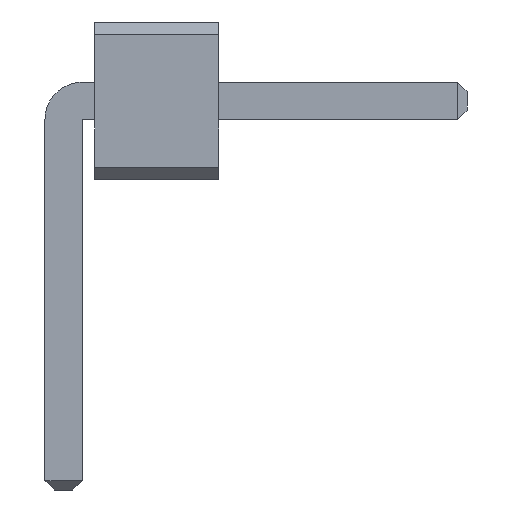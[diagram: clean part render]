
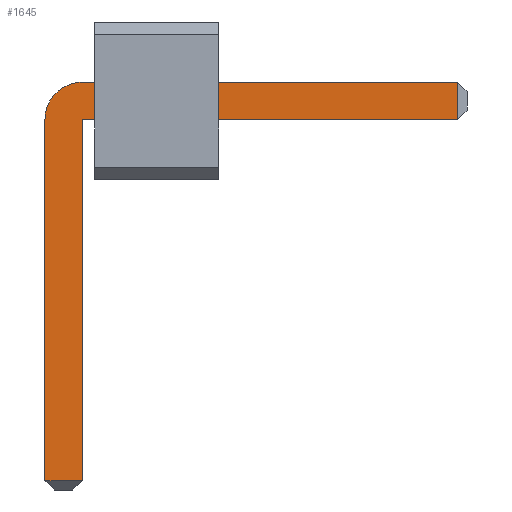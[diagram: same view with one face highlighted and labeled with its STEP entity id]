
A CAD part, front view. The second image highlights one B-rep face of the part: STEP entity #1645.
In plain terms, the highlighted planar face has unit normal (0, -1, 0).
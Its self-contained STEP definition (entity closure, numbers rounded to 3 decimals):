
#13=DIRECTION('',(0.,0.,1.));
#682=VECTOR('',#13,1.);
#1416=DIRECTION('',(0.,0.,-1.));
#1448=VECTOR('',#1449,1.);
#1449=DIRECTION('',(1.,0.,0.));
#1455=VECTOR('',#1416,1.);
#1462=VECTOR('',#1463,1.);
#1463=DIRECTION('',(-1.,0.,0.));
#1484=DIRECTION('',(-0.,1.,0.));
#1488=DIRECTION('',(0.,1.,0.));
#1489=DIRECTION('',(0.,0.,1.));
#1496=VERTEX_POINT('',#1497);
#1497=CARTESIAN_POINT('',(0.15,-10.15,0.785));
#1499=ORIENTED_EDGE('',*,*,#1500,.T.);
#1500=EDGE_CURVE('',#1496,#1501,#1503,.T.);
#1501=VERTEX_POINT('',#1502);
#1502=CARTESIAN_POINT('',(3.175,-10.15,0.785));
#1503=LINE('',#1504,#1448);
#1504=CARTESIAN_POINT('',(-0.15,-10.15,0.785));
#1541=EDGE_CURVE('',#1542,#1496,#1544,.T.);
#1542=VERTEX_POINT('',#1543);
#1543=CARTESIAN_POINT('',(-0.15,-10.15,0.485));
#1544=CIRCLE('',#1545,0.3);
#1545=AXIS2_PLACEMENT_3D('',#1546,#1484,#1416);
#1546=CARTESIAN_POINT('',(0.15,-10.15,0.485));
#1558=VERTEX_POINT('',#1559);
#1559=CARTESIAN_POINT('',(3.175,-10.15,0.485));
#1561=ORIENTED_EDGE('',*,*,#1562,.T.);
#1562=EDGE_CURVE('',#1558,#1563,#1564,.T.);
#1563=VERTEX_POINT('',#1546);
#1564=LINE('',#1565,#1462);
#1565=CARTESIAN_POINT('',(3.25,-10.15,0.485));
#1577=VERTEX_POINT('',#1578);
#1578=CARTESIAN_POINT('',(-0.15,-10.15,-2.425));
#1580=ORIENTED_EDGE('',*,*,#1581,.T.);
#1581=EDGE_CURVE('',#1577,#1542,#1582,.T.);
#1582=LINE('',#1583,#682);
#1583=CARTESIAN_POINT('',(-0.15,-10.15,-2.5));
#1591=ORIENTED_EDGE('',*,*,#1592,.T.);
#1592=EDGE_CURVE('',#1563,#1593,#1595,.T.);
#1593=VERTEX_POINT('',#1594);
#1594=CARTESIAN_POINT('',(0.15,-10.15,-2.425));
#1595=LINE('',#1546,#1455);
#1645=ADVANCED_FACE('',(#1646),#1655,.F.);
#1646=FACE_BOUND('',#1647,.F.);
#1647=EDGE_LOOP('',(#1499,#1648,#1561,#1591,#1651,#1580,#1654));
#1648=ORIENTED_EDGE('',*,*,#1649,.T.);
#1649=EDGE_CURVE('',#1501,#1558,#1650,.T.);
#1650=LINE('',#1502,#1455);
#1651=ORIENTED_EDGE('',*,*,#1652,.T.);
#1652=EDGE_CURVE('',#1593,#1577,#1653,.T.);
#1653=LINE('',#1594,#1462);
#1654=ORIENTED_EDGE('',*,*,#1541,.T.);
#1655=PLANE('',#1656);
#1656=AXIS2_PLACEMENT_3D('',#1657,#1488,#1489);
#1657=CARTESIAN_POINT('',(0.858,-10.15,-0.165));
